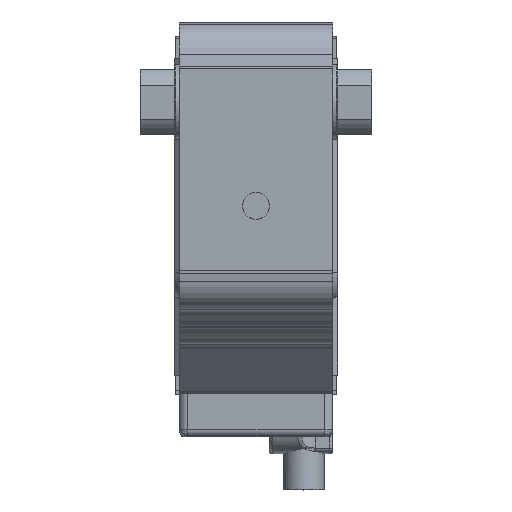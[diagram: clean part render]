
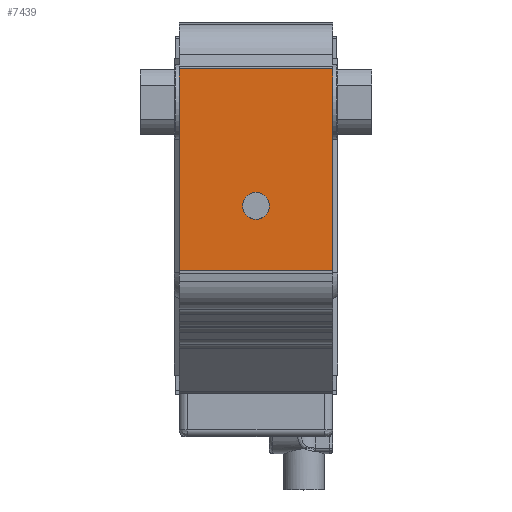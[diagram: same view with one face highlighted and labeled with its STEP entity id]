
A CAD part, top view. The second image highlights one B-rep face of the part: STEP entity #7439.
In plain terms, the highlighted planar face has unit normal (0, 0, 1).
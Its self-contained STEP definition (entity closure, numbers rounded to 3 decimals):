
#296=FACE_BOUND('',#1396,.T.);
#574=CIRCLE('',#8110,3.95);
#967=FACE_OUTER_BOUND('',#1395,.T.);
#1395=EDGE_LOOP('',(#6179,#6180,#6181,#6182));
#1396=EDGE_LOOP('',(#6183));
#1987=LINE('',#12276,#2631);
#2007=LINE('',#12341,#2651);
#2008=LINE('',#12345,#2652);
#2009=LINE('',#12346,#2653);
#2631=VECTOR('',#9919,10.);
#2651=VECTOR('',#9979,10.);
#2652=VECTOR('',#9984,10.);
#2653=VECTOR('',#9985,10.);
#3321=VERTEX_POINT('',#11968);
#3421=VERTEX_POINT('',#12273);
#3422=VERTEX_POINT('',#12275);
#3447=VERTEX_POINT('',#12340);
#3448=VERTEX_POINT('',#12344);
#4231=EDGE_CURVE('',#3321,#3321,#574,.T.);
#4381=EDGE_CURVE('',#3422,#3421,#1987,.T.);
#4413=EDGE_CURVE('',#3422,#3447,#2007,.T.);
#4415=EDGE_CURVE('',#3421,#3448,#2008,.T.);
#4416=EDGE_CURVE('',#3448,#3447,#2009,.T.);
#6179=ORIENTED_EDGE('',*,*,#4381,.T.);
#6180=ORIENTED_EDGE('',*,*,#4415,.T.);
#6181=ORIENTED_EDGE('',*,*,#4416,.T.);
#6182=ORIENTED_EDGE('',*,*,#4413,.F.);
#6183=ORIENTED_EDGE('',*,*,#4231,.T.);
#7138=PLANE('',#8223);
#7439=ADVANCED_FACE('',(#967,#296),#7138,.T.);
#8110=AXIS2_PLACEMENT_3D('',#11970,#9631,#9632);
#8223=AXIS2_PLACEMENT_3D('',#12343,#9982,#9983);
#9631=DIRECTION('center_axis',(0.,0.,-1.));
#9632=DIRECTION('ref_axis',(-1.,0.,0.));
#9919=DIRECTION('',(0.,1.,0.));
#9979=DIRECTION('',(-1.,0.,0.));
#9982=DIRECTION('center_axis',(0.,0.,1.));
#9983=DIRECTION('ref_axis',(0.,-1.,0.));
#9984=DIRECTION('',(-1.,0.,0.));
#9985=DIRECTION('',(0.,-1.,0.));
#11968=CARTESIAN_POINT('',(3.95,-30.5,51.5));
#11970=CARTESIAN_POINT('Origin',(0.,-30.5,51.5));
#12273=CARTESIAN_POINT('',(22.5,9.689,51.5));
#12275=CARTESIAN_POINT('',(22.5,-49.563,51.5));
#12276=CARTESIAN_POINT('',(22.5,4.845,51.5));
#12340=CARTESIAN_POINT('',(-22.5,-49.563,51.5));
#12341=CARTESIAN_POINT('',(0.,-49.563,51.5));
#12343=CARTESIAN_POINT('Origin',(0.,9.689,51.5));
#12344=CARTESIAN_POINT('',(-22.5,9.689,51.5));
#12345=CARTESIAN_POINT('',(0.,9.689,51.5));
#12346=CARTESIAN_POINT('',(-22.5,4.845,51.5));
